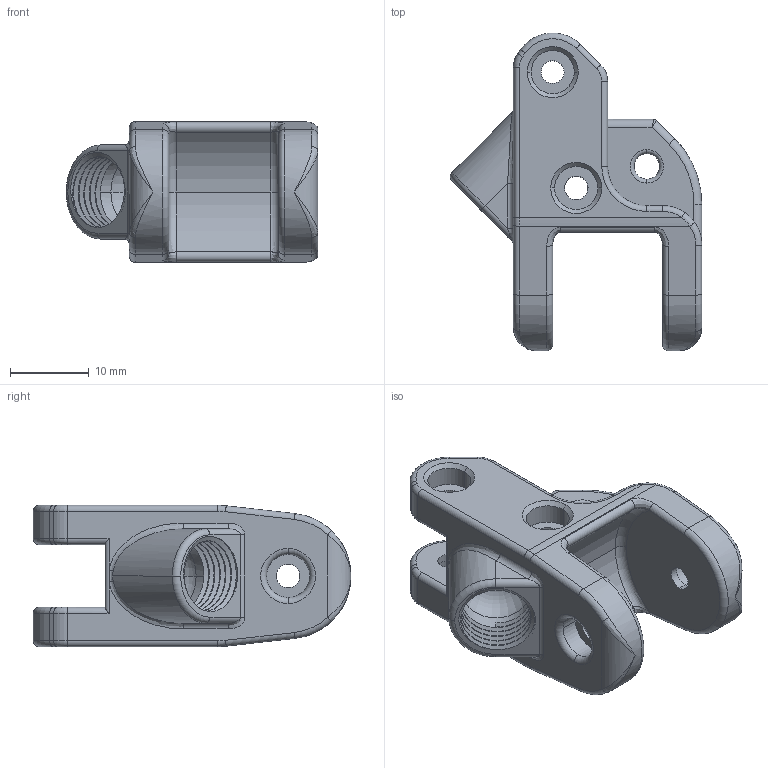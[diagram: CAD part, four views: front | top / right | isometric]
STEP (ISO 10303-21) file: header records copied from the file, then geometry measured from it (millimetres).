
FILE_DESCRIPTION (( 'STEP AP214' ), '1' );
FILE_NAME ('MCPJOINT.STEP', '2025-01-21T01:42:21', ( '' ), ( '' ), 'SwSTEP 2.0', 'SolidWorks 2025', '' );
FILE_SCHEMA (( 'AUTOMOTIVE_DESIGN' ));
Length unit declared in the file: millimetre
Products named in the file (1): MCPJOINT
Bounding box: 32.06 x 40.48 x 18 mm (x, y, z)
Volume: 6663.7 mm3; surface area: 4728.4 mm2
Topology: 1 solids, 1 shells, 241 faces, 595 edges, 350 vertices
Faces by surface type: cylinder 111, torus 49, plane 37, bspline 32, cone 8, sphere 4
Entity records: 9326 total; most frequent: CARTESIAN_POINT 3812, DIRECTION 1178, ORIENTED_EDGE 1174, EDGE_CURVE 587, AXIS2_PLACEMENT_3D 491, VERTEX_POINT 350, CIRCLE 281, EDGE_LOOP 261
